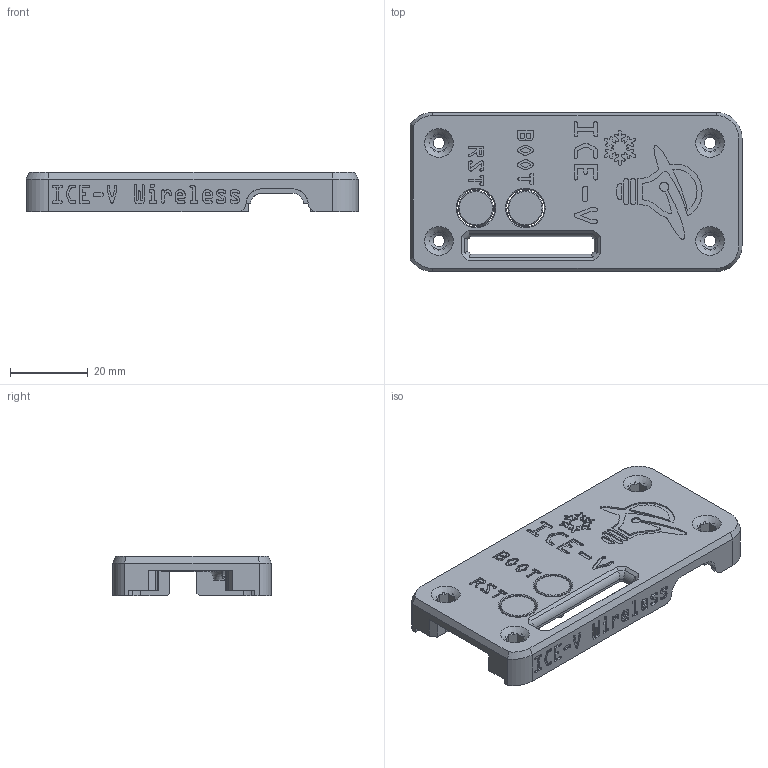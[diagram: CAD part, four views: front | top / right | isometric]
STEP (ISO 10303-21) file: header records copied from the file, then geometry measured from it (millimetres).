
FILE_DESCRIPTION(/* description */ (''),/* implementation_level */ '2;1');
FILE_NAME(/* name */ 'ICE-V-Top-V02.step',/* time_stamp */ '2022-09-27T13:50:57-07:00',/* author */ (''),/* organization */ (''),/* preprocessor_version */ 'ST-DEVELOPER v19',/* originating_system */ 'Autodesk Translation Framework v11.7.0.108',/* authorisation */ '');
FILE_SCHEMA (('AUTOMOTIVE_DESIGN { 1 0 10303 214 3 1 1 }'));
Products named in the file (1): Top
Bounding box: 85.23 x 40.8 x 10.05 mm (x, y, z)
Volume: 13848.5 mm3; surface area: 11143.4 mm2
Topology: 1 solids, 1 shells, 1338 faces, 3916 edges, 2611 vertices
Faces by surface type: bspline 705, plane 529, cylinder 80, cone 20, torus 4
Full cylindrical faces by diameter (mm): 3 x4, 8.944 x2, 9.744 x2
Entity records: 52926 total; most frequent: CARTESIAN_POINT 23093, ORIENTED_EDGE 7824, EDGE_CURVE 3912, DIRECTION 3830, VERTEX_POINT 2611, LINE 2008, VECTOR 2008, EDGE_LOOP 1391
